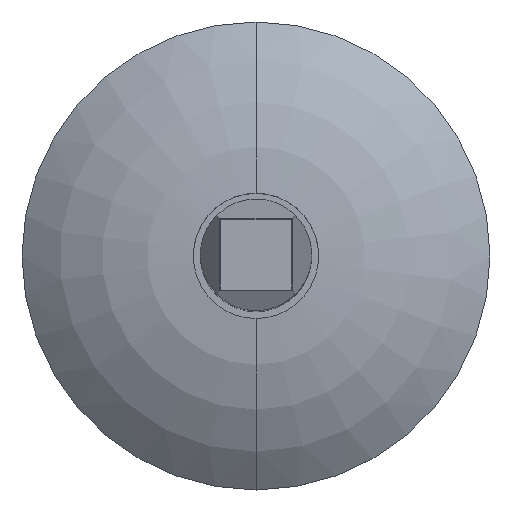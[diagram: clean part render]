
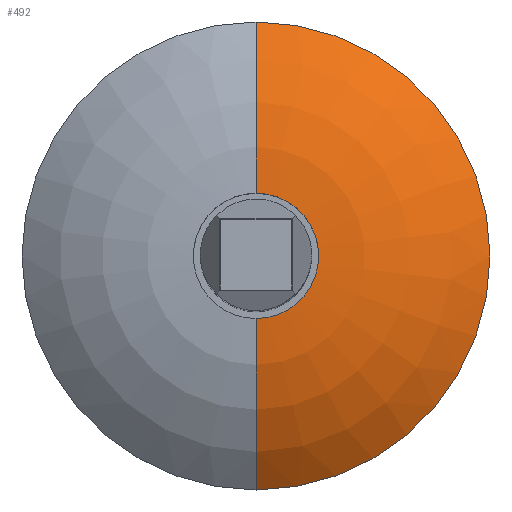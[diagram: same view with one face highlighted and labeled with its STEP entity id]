
A CAD part, top view. The second image highlights one B-rep face of the part: STEP entity #492.
In plain terms, the highlighted toroidal (fillet/blend) face has major radius 1.786 mm and minor radius 7.59 mm.
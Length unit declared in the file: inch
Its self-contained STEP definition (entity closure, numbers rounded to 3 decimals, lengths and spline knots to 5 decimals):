
#4 = VERTEX_POINT ( 'NONE', #545 ) ;
#62 = CIRCLE ( 'NONE', #327, 0.07031 ) ;
#105 = VERTEX_POINT ( 'NONE', #832 ) ;
#118 = DIRECTION ( 'NONE',  ( 0., 1., 0. ) ) ;
#119 = ORIENTED_EDGE ( 'NONE', *, *, #448, .T. ) ;
#123 = AXIS2_PLACEMENT_3D ( 'NONE', #222, #352, #686 ) ;
#162 = CARTESIAN_POINT ( 'NONE',  ( 0., 0.07031, 0.08 ) ) ;
#222 = CARTESIAN_POINT ( 'NONE',  ( 0., 0., -0.21883 ) ) ;
#234 = EDGE_CURVE ( 'NONE', #284, #4, #332, .T. ) ;
#244 = CARTESIAN_POINT ( 'NONE',  ( 0., 0., 0.01 ) ) ;
#284 = VERTEX_POINT ( 'NONE', #162 ) ;
#288 = DIRECTION ( 'NONE',  ( 1., 0., 0. ) ) ;
#308 = TOROIDAL_SURFACE ( 'NONE', #123, 0.07031, 0.29883 ) ;
#323 = EDGE_CURVE ( 'NONE', #284, #105, #62, .T. ) ;
#327 = AXIS2_PLACEMENT_3D ( 'NONE', #755, #493, #428 ) ;
#332 = CIRCLE ( 'NONE', #556, 0.29883 ) ;
#340 = CARTESIAN_POINT ( 'NONE',  ( 0., -0.2625, 0.01 ) ) ;
#342 = DIRECTION ( 'NONE',  ( 0., 0., 1. ) ) ;
#352 = DIRECTION ( 'NONE',  ( 0., 0., -1. ) ) ;
#404 = EDGE_LOOP ( 'NONE', ( #821, #119, #549, #449 ) ) ;
#407 = AXIS2_PLACEMENT_3D ( 'NONE', #244, #506, #118 ) ;
#428 = DIRECTION ( 'NONE',  ( 0., 1., 0. ) ) ;
#434 = EDGE_CURVE ( 'NONE', #4, #814, #551, .T. ) ;
#448 = EDGE_CURVE ( 'NONE', #105, #814, #724, .T. ) ;
#449 = ORIENTED_EDGE ( 'NONE', *, *, #234, .F. ) ;
#482 = DIRECTION ( 'NONE',  ( 0., 1., 0. ) ) ;
#492 = ADVANCED_FACE ( 'NONE', ( #656 ), #308, .T. ) ;
#493 = DIRECTION ( 'NONE',  ( 0., 0., -1. ) ) ;
#498 = AXIS2_PLACEMENT_3D ( 'NONE', #554, #288, #482 ) ;
#506 = DIRECTION ( 'NONE',  ( 0., 0., -1. ) ) ;
#545 = CARTESIAN_POINT ( 'NONE',  ( 0., 0.2625, 0.01 ) ) ;
#549 = ORIENTED_EDGE ( 'NONE', *, *, #434, .F. ) ;
#551 = CIRCLE ( 'NONE', #407, 0.2625 ) ;
#554 = CARTESIAN_POINT ( 'NONE',  ( 0., -0.07031, -0.21883 ) ) ;
#556 = AXIS2_PLACEMENT_3D ( 'NONE', #598, #730, #342 ) ;
#598 = CARTESIAN_POINT ( 'NONE',  ( 0., 0.07031, -0.21883 ) ) ;
#656 = FACE_OUTER_BOUND ( 'NONE', #404, .T. ) ;
#686 = DIRECTION ( 'NONE',  ( 0., 1., 0. ) ) ;
#724 = CIRCLE ( 'NONE', #498, 0.29883 ) ;
#730 = DIRECTION ( 'NONE',  ( -1., 0., 0. ) ) ;
#755 = CARTESIAN_POINT ( 'NONE',  ( 0., 0., 0.08 ) ) ;
#814 = VERTEX_POINT ( 'NONE', #340 ) ;
#821 = ORIENTED_EDGE ( 'NONE', *, *, #323, .T. ) ;
#832 = CARTESIAN_POINT ( 'NONE',  ( 0., -0.07031, 0.08 ) ) ;
